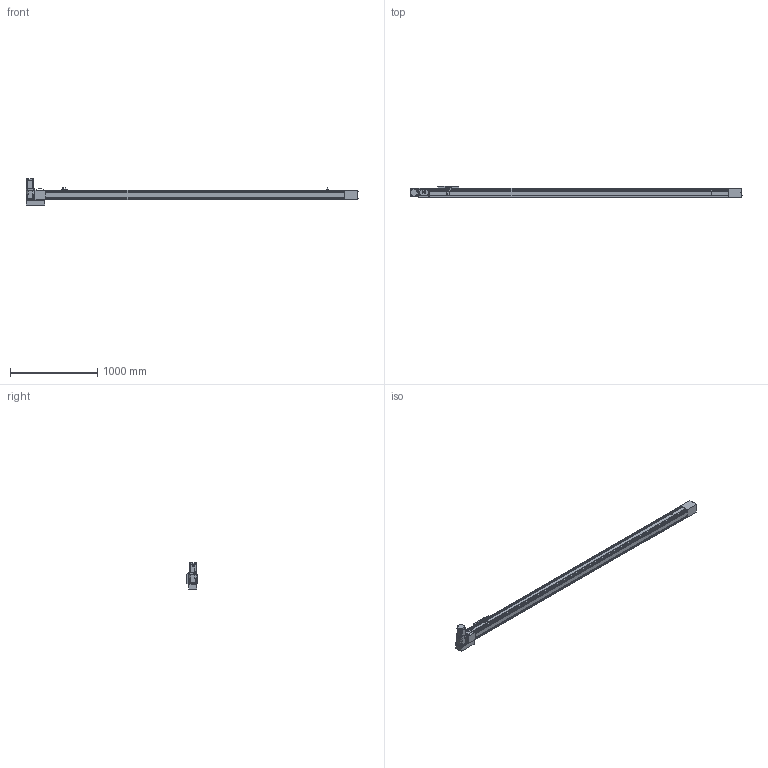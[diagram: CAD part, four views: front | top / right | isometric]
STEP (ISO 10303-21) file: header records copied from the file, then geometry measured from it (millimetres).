
FILE_DESCRIPTION (( 'STEP AP214' ), '1' );
FILE_NAME ('NEX110BL-250LC-3000XXXX.STEP', '2025-02-28T16:24:05', ( '' ), ( '' ), 'SwSTEP 2.0', 'SolidWorks 2022', '' );
FILE_SCHEMA (( 'AUTOMOTIVE_DESIGN' ));
Length unit declared in the file: millimetre
Products named in the file (15): NEX110BL-250LC-3000XXXX; FANG STICKER; NEX110-3000-9; NEX110-3000SENSOR; NEX110-3000-7; NEX110-3000-3; NEX110-3000-2; NEX110-3000GEARBOX; NEX110-3000-1; NEX110-3000-5; NEX110-3000-4; NEX110-3000-8; NEX110-3000-6; NEX110-3000CARRIAGE; NEX110-3000MOTOR
Assembly tree (15 placements, depth 2):
  NEX110BL-250LC-3000XXXX
    NEX110-3000-1
    NEX110-3000CARRIAGE
    NEX110-3000-2
    NEX110-3000-3
    NEX110-3000-5  x3
    NEX110-3000-6
    NEX110-3000-7
    NEX110-3000SENSOR
    NEX110-3000GEARBOX
    NEX110-3000MOTOR
    NEX110-3000-8
    NEX110-3000-9
    FANG STICKER
  NEX110-3000-4
Bounding box: 3799.8 x 129 x 308 mm (x, y, z)
Volume: 43036116.3 mm3; surface area: 2911644.7 mm2
Topology: 15 solids, 15 shells, 1842 faces, 4777 edges, 3120 vertices
Faces by surface type: plane 1247, cylinder 465, torus 72, cone 56, sphere 2
Entity records: 49775 total; most frequent: CARTESIAN_POINT 8665, DIRECTION 8328, ORIENTED_EDGE 8268, EDGE_CURVE 4134, LINE 3100, VECTOR 3100, VERTEX_POINT 2709, AXIS2_PLACEMENT_3D 2614
